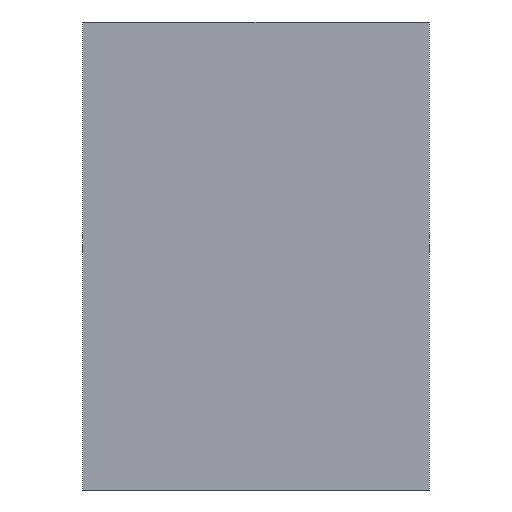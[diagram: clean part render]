
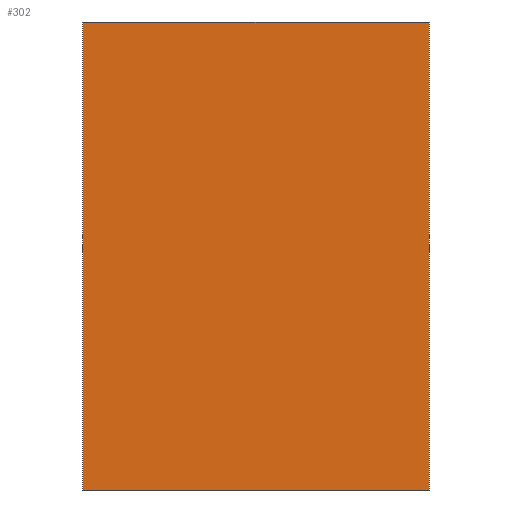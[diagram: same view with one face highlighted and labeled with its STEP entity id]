
A CAD part, left-side view. The second image highlights one B-rep face of the part: STEP entity #302.
In plain terms, the highlighted planar face has unit normal (-1, 0, 0).
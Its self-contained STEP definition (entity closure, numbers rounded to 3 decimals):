
#13 = DIRECTION ( 'NONE',  ( 0., -1., 0. ) ) ;
#35 = LINE ( 'NONE', #830, #525 ) ;
#140 = CARTESIAN_POINT ( 'NONE',  ( -0.5, 0., 0.25 ) ) ;
#184 = EDGE_CURVE ( 'NONE', #446, #495, #305, .T. ) ;
#202 = ORIENTED_EDGE ( 'NONE', *, *, #385, .F. ) ;
#225 = LINE ( 'NONE', #566, #276 ) ;
#276 = VECTOR ( 'NONE', #1047, 1000. ) ;
#302 = ADVANCED_FACE ( 'NONE', ( #500 ), #372, .F. ) ;
#305 = LINE ( 'NONE', #487, #813 ) ;
#327 = AXIS2_PLACEMENT_3D ( 'NONE', #703, #947, #442 ) ;
#372 = PLANE ( 'NONE',  #327 ) ;
#375 = DIRECTION ( 'NONE',  ( 0., 0., -1. ) ) ;
#385 = EDGE_CURVE ( 'NONE', #446, #748, #35, .T. ) ;
#442 = DIRECTION ( 'NONE',  ( 0., 0., -1. ) ) ;
#446 = VERTEX_POINT ( 'NONE', #561 ) ;
#476 = LINE ( 'NONE', #140, #714 ) ;
#487 = CARTESIAN_POINT ( 'NONE',  ( -0.5, 0.37, 0.25 ) ) ;
#495 = VERTEX_POINT ( 'NONE', #1062 ) ;
#500 = FACE_OUTER_BOUND ( 'NONE', #1008, .T. ) ;
#506 = EDGE_CURVE ( 'NONE', #495, #795, #225, .T. ) ;
#525 = VECTOR ( 'NONE', #13, 1000. ) ;
#561 = CARTESIAN_POINT ( 'NONE',  ( -0.5, 0.37, 0.25 ) ) ;
#566 = CARTESIAN_POINT ( 'NONE',  ( -0.5, 0., -0.25 ) ) ;
#575 = ORIENTED_EDGE ( 'NONE', *, *, #184, .T. ) ;
#603 = CARTESIAN_POINT ( 'NONE',  ( -0.5, 0., 0.25 ) ) ;
#703 = CARTESIAN_POINT ( 'NONE',  ( -0.5, 0., 0.25 ) ) ;
#714 = VECTOR ( 'NONE', #375, 1000. ) ;
#748 = VERTEX_POINT ( 'NONE', #603 ) ;
#795 = VERTEX_POINT ( 'NONE', #1053 ) ;
#807 = DIRECTION ( 'NONE',  ( 0., 0., -1. ) ) ;
#813 = VECTOR ( 'NONE', #807, 1000. ) ;
#830 = CARTESIAN_POINT ( 'NONE',  ( -0.5, 0., 0.25 ) ) ;
#857 = EDGE_CURVE ( 'NONE', #748, #795, #476, .T. ) ;
#947 = DIRECTION ( 'NONE',  ( 1., 0., 0. ) ) ;
#995 = ORIENTED_EDGE ( 'NONE', *, *, #857, .F. ) ;
#1005 = ORIENTED_EDGE ( 'NONE', *, *, #506, .T. ) ;
#1008 = EDGE_LOOP ( 'NONE', ( #1005, #995, #202, #575 ) ) ;
#1047 = DIRECTION ( 'NONE',  ( 0., -1., 0. ) ) ;
#1053 = CARTESIAN_POINT ( 'NONE',  ( -0.5, 0., -0.25 ) ) ;
#1062 = CARTESIAN_POINT ( 'NONE',  ( -0.5, 0.37, -0.25 ) ) ;
